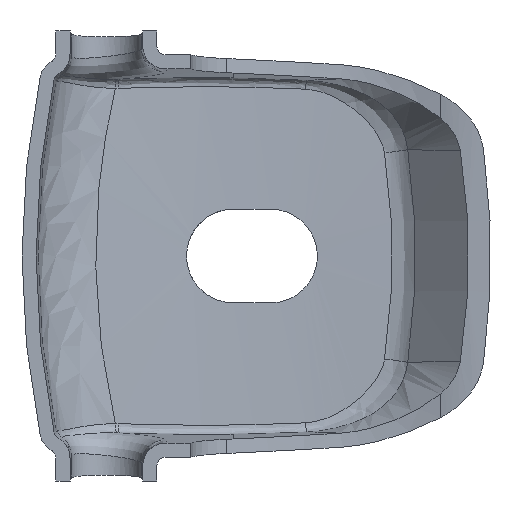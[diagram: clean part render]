
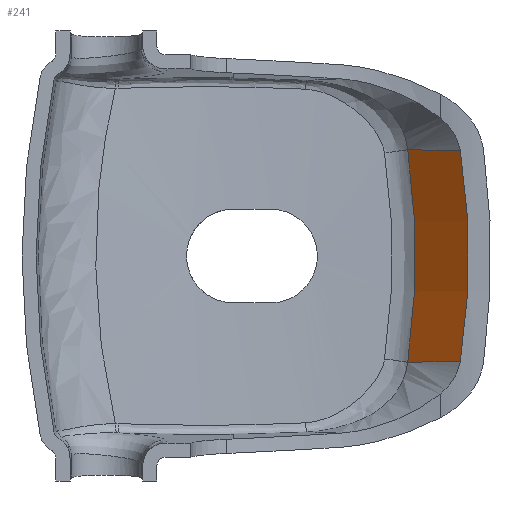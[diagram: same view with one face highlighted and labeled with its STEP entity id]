
A CAD part, front view. The second image highlights one B-rep face of the part: STEP entity #241.
In plain terms, the highlighted conical face has half-angle 47 degrees and reference radius 185.112 mm.
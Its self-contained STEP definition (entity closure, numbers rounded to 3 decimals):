
#211 = AXIS2_PLACEMENT_3D ( 'NONE', #5395, #5851, #3994 ) ;
#241 = ADVANCED_FACE ( 'NONE', ( #3432 ), #2452, .F. ) ;
#316 = VERTEX_POINT ( 'NONE', #2059 ) ;
#715 = CARTESIAN_POINT ( 'NONE',  ( 76.111, 16.431, 18.78 ) ) ;
#777 = EDGE_CURVE ( 'NONE', #5430, #3318, #4305, .T. ) ;
#951 = CARTESIAN_POINT ( 'NONE',  ( 65.36, 26.894, 15.14 ) ) ;
#1009 = CARTESIAN_POINT ( 'NONE',  ( 75.487, 16.534, -22.503 ) ) ;
#1122 = CARTESIAN_POINT ( 'NONE',  ( 75.487, 16.534, 22.503 ) ) ;
#1142 = CARTESIAN_POINT ( 'NONE',  ( 77.305, 16.277, -3.776 ) ) ;
#1203 = B_SPLINE_CURVE_WITH_KNOTS ( 'NONE', 3,
 ( #2770, #5613, #6079, #1414 ),
 .UNSPECIFIED., .F., .F.,
 ( 4, 4 ),
 ( 0., 0.015 ),
 .UNSPECIFIED. ) ;
#1212 = CARTESIAN_POINT ( 'NONE',  ( 75.487, 16.534, 22.503 ) ) ;
#1414 = CARTESIAN_POINT ( 'NONE',  ( 75.487, 16.534, -22.503 ) ) ;
#1417 = CARTESIAN_POINT ( 'NONE',  ( 65.906, 26.906, 7.59 ) ) ;
#1442 = CARTESIAN_POINT ( 'NONE',  ( 65.36, 26.894, -15.14 ) ) ;
#1465 = CARTESIAN_POINT ( 'NONE',  ( 64.278, 26.862, 22.651 ) ) ;
#1766 = B_SPLINE_CURVE_WITH_KNOTS ( 'NONE', 3,
 ( #3330, #1442, #4331, #1417, #951, #1465 ),
 .UNSPECIFIED., .F., .F.,
 ( 4, 2, 4 ),
 ( -0.023, 0., 0.023 ),
 .UNSPECIFIED. ) ;
#2059 = CARTESIAN_POINT ( 'NONE',  ( 64.278, 26.862, -22.651 ) ) ;
#2129 = CARTESIAN_POINT ( 'NONE',  ( 76.561, 16.37, 15.041 ) ) ;
#2135 = CARTESIAN_POINT ( 'NONE',  ( 64.278, 26.862, 22.651 ) ) ;
#2171 = CARTESIAN_POINT ( 'NONE',  ( 77.158, 16.293, -7.539 ) ) ;
#2442 = B_SPLINE_CURVE_WITH_KNOTS ( 'NONE', 3,
 ( #1122, #715, #2129, #5443, #5466, #1142, #2171, #4021, #4472, #2627 ),
 .UNSPECIFIED., .F., .F.,
 ( 4, 2, 2, 2, 4 ),
 ( 0., 0.011, 0.023, 0.034, 0.045 ),
 .UNSPECIFIED. ) ;
#2452 = CONICAL_SURFACE ( 'NONE', #211, 185.112, 0.82 ) ;
#2627 = CARTESIAN_POINT ( 'NONE',  ( 75.487, 16.534, -22.503 ) ) ;
#2770 = CARTESIAN_POINT ( 'NONE',  ( 64.278, 26.862, -22.651 ) ) ;
#3133 = EDGE_LOOP ( 'NONE', ( #6114, #5226, #5515, #3750 ) ) ;
#3318 = VERTEX_POINT ( 'NONE', #1212 ) ;
#3330 = CARTESIAN_POINT ( 'NONE',  ( 64.278, 26.862, -22.651 ) ) ;
#3412 = CARTESIAN_POINT ( 'NONE',  ( 68.012, 23.416, 22.659 ) ) ;
#3432 = FACE_OUTER_BOUND ( 'NONE', #3133, .T. ) ;
#3447 = EDGE_CURVE ( 'NONE', #316, #4209, #1203, .T. ) ;
#3750 = ORIENTED_EDGE ( 'NONE', *, *, #777, .F. ) ;
#3880 = CARTESIAN_POINT ( 'NONE',  ( 75.487, 16.534, 22.503 ) ) ;
#3994 = DIRECTION ( 'NONE',  ( 0., 0., -1. ) ) ;
#4021 = CARTESIAN_POINT ( 'NONE',  ( 76.561, 16.37, -15.041 ) ) ;
#4209 = VERTEX_POINT ( 'NONE', #1009 ) ;
#4305 = B_SPLINE_CURVE_WITH_KNOTS ( 'NONE', 3,
 ( #4854, #3412, #5720, #3880 ),
 .UNSPECIFIED., .F., .F.,
 ( 4, 4 ),
 ( 0., 0.015 ),
 .UNSPECIFIED. ) ;
#4331 = CARTESIAN_POINT ( 'NONE',  ( 65.906, 26.906, -7.588 ) ) ;
#4472 = CARTESIAN_POINT ( 'NONE',  ( 76.111, 16.431, -18.78 ) ) ;
#4854 = CARTESIAN_POINT ( 'NONE',  ( 64.278, 26.862, 22.651 ) ) ;
#5194 = EDGE_CURVE ( 'NONE', #316, #5430, #1766, .T. ) ;
#5226 = ORIENTED_EDGE ( 'NONE', *, *, #3447, .T. ) ;
#5395 = CARTESIAN_POINT ( 'NONE',  ( -88., -2.194, 0. ) ) ;
#5430 = VERTEX_POINT ( 'NONE', #2135 ) ;
#5443 = CARTESIAN_POINT ( 'NONE',  ( 77.158, 16.293, 7.539 ) ) ;
#5466 = CARTESIAN_POINT ( 'NONE',  ( 77.305, 16.277, 3.776 ) ) ;
#5515 = ORIENTED_EDGE ( 'NONE', *, *, #5946, .F. ) ;
#5613 = CARTESIAN_POINT ( 'NONE',  ( 68.012, 23.416, -22.659 ) ) ;
#5720 = CARTESIAN_POINT ( 'NONE',  ( 71.749, 19.974, 22.609 ) ) ;
#5851 = DIRECTION ( 'NONE',  ( 0., -1., 0. ) ) ;
#5946 = EDGE_CURVE ( 'NONE', #3318, #4209, #2442, .T. ) ;
#6079 = CARTESIAN_POINT ( 'NONE',  ( 71.749, 19.974, -22.609 ) ) ;
#6114 = ORIENTED_EDGE ( 'NONE', *, *, #5194, .F. ) ;
